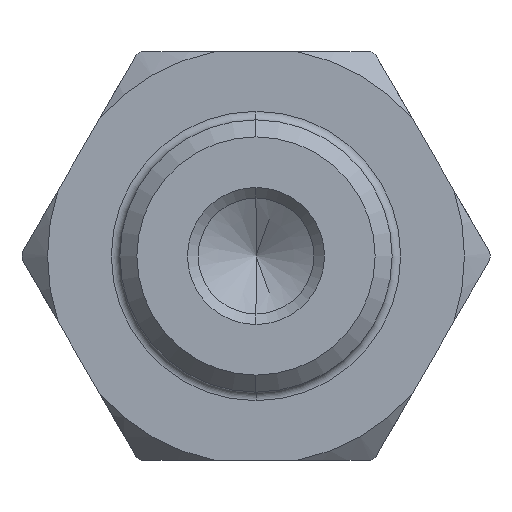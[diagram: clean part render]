
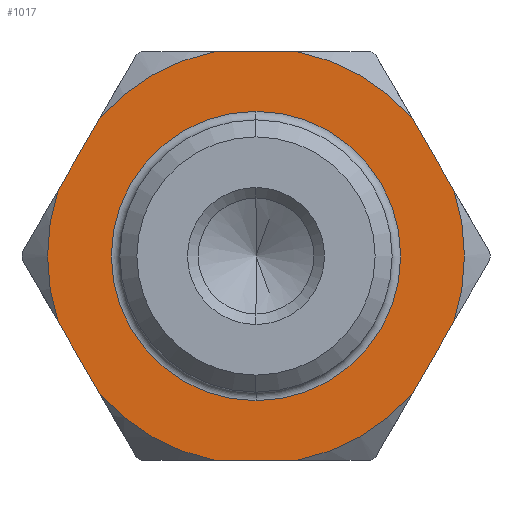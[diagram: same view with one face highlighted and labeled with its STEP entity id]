
A CAD part, left-side view. The second image highlights one B-rep face of the part: STEP entity #1017.
In plain terms, the highlighted planar face has unit normal (-1, 0, 0).
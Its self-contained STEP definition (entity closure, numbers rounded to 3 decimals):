
#5 = EDGE_CURVE ( 'NONE', #1331, #687, #482, .T. ) ;
#40 = AXIS2_PLACEMENT_3D ( 'NONE', #82, #73, #67 ) ;
#55 = VERTEX_POINT ( 'NONE', #1496 ) ;
#56 = DIRECTION ( 'NONE',  ( 0., -0.5, -0.866 ) ) ;
#61 = CARTESIAN_POINT ( 'NONE',  ( -112., 13.856, 0. ) ) ;
#67 = DIRECTION ( 'NONE',  ( 0., 0., -1. ) ) ;
#73 = DIRECTION ( 'NONE',  ( -1., 0., 0. ) ) ;
#82 = CARTESIAN_POINT ( 'NONE',  ( -112., 0., 0. ) ) ;
#107 = DIRECTION ( 'NONE',  ( 0., 0.5, -0.866 ) ) ;
#111 = CARTESIAN_POINT ( 'NONE',  ( -112., 6.928, 12. ) ) ;
#128 = VECTOR ( 'NONE', #1644, 1000. ) ;
#153 = VECTOR ( 'NONE', #107, 1000. ) ;
#172 = DIRECTION ( 'NONE',  ( 0., 0., -1. ) ) ;
#173 = CARTESIAN_POINT ( 'NONE',  ( -112., -11.623, -3.868 ) ) ;
#180 = EDGE_CURVE ( 'NONE', #186, #1005, #311, .T. ) ;
#184 = VERTEX_POINT ( 'NONE', #553 ) ;
#186 = VERTEX_POINT ( 'NONE', #725 ) ;
#196 = VERTEX_POINT ( 'NONE', #426 ) ;
#216 = AXIS2_PLACEMENT_3D ( 'NONE', #1217, #1452, #1338 ) ;
#221 = EDGE_CURVE ( 'NONE', #399, #184, #1297, .T. ) ;
#294 = EDGE_CURVE ( 'NONE', #1005, #186, #1575, .T. ) ;
#311 = CIRCLE ( 'NONE', #1201, 8.5 ) ;
#321 = ORIENTED_EDGE ( 'NONE', *, *, #764, .T. ) ;
#377 = ORIENTED_EDGE ( 'NONE', *, *, #978, .T. ) ;
#378 = DIRECTION ( 'NONE',  ( 0., 0.5, 0.866 ) ) ;
#389 = CARTESIAN_POINT ( 'NONE',  ( -112., -13.856, 0. ) ) ;
#399 = VERTEX_POINT ( 'NONE', #944 ) ;
#426 = CARTESIAN_POINT ( 'NONE',  ( -112., 11.623, 3.868 ) ) ;
#441 = EDGE_CURVE ( 'NONE', #687, #1401, #1437, .T. ) ;
#449 = VECTOR ( 'NONE', #1610, 1000. ) ;
#451 = VECTOR ( 'NONE', #378, 1000. ) ;
#461 = DIRECTION ( 'NONE',  ( 0., 0., -1. ) ) ;
#469 = DIRECTION ( 'NONE',  ( 1., 0., 0. ) ) ;
#471 = CARTESIAN_POINT ( 'NONE',  ( -112., 0., 0. ) ) ;
#482 = LINE ( 'NONE', #1608, #128 ) ;
#484 = LINE ( 'NONE', #61, #1444 ) ;
#490 = ORIENTED_EDGE ( 'NONE', *, *, #1502, .T. ) ;
#512 = DIRECTION ( 'NONE',  ( 0., 0., -1. ) ) ;
#526 = DIRECTION ( 'NONE',  ( -1., 0., 0. ) ) ;
#541 = CARTESIAN_POINT ( 'NONE',  ( -112., 0., 0. ) ) ;
#544 = CIRCLE ( 'NONE', #987, 12.25 ) ;
#553 = CARTESIAN_POINT ( 'NONE',  ( -112., -9.161, -8.132 ) ) ;
#558 = LINE ( 'NONE', #111, #153 ) ;
#563 = AXIS2_PLACEMENT_3D ( 'NONE', #1451, #1332, #1393 ) ;
#593 = VERTEX_POINT ( 'NONE', #809 ) ;
#596 = EDGE_LOOP ( 'NONE', ( #321, #655, #696, #739, #377, #707, #961, #1308, #1349, #1597, #1288, #490 ) ) ;
#634 = CIRCLE ( 'NONE', #671, 12.25 ) ;
#655 = ORIENTED_EDGE ( 'NONE', *, *, #1178, .T. ) ;
#666 = CIRCLE ( 'NONE', #1145, 12.25 ) ;
#671 = AXIS2_PLACEMENT_3D ( 'NONE', #1274, #1214, #1243 ) ;
#687 = VERTEX_POINT ( 'NONE', #1117 ) ;
#696 = ORIENTED_EDGE ( 'NONE', *, *, #5, .T. ) ;
#707 = ORIENTED_EDGE ( 'NONE', *, *, #1165, .T. ) ;
#709 = VERTEX_POINT ( 'NONE', #909 ) ;
#720 = EDGE_CURVE ( 'NONE', #731, #55, #544, .T. ) ;
#725 = CARTESIAN_POINT ( 'NONE',  ( -112., 0., 8.5 ) ) ;
#727 = DIRECTION ( 'NONE',  ( -1., 0., 0. ) ) ;
#731 = VERTEX_POINT ( 'NONE', #875 ) ;
#739 = ORIENTED_EDGE ( 'NONE', *, *, #441, .T. ) ;
#747 = LINE ( 'NONE', #1522, #1342 ) ;
#764 = EDGE_CURVE ( 'NONE', #593, #821, #1186, .T. ) ;
#766 = DIRECTION ( 'NONE',  ( 0., 0., -1. ) ) ;
#779 = DIRECTION ( 'NONE',  ( -1., 0., 0. ) ) ;
#783 = CARTESIAN_POINT ( 'NONE',  ( -112., 0., 0. ) ) ;
#809 = CARTESIAN_POINT ( 'NONE',  ( -112., -11.623, 3.868 ) ) ;
#815 = LINE ( 'NONE', #1510, #449 ) ;
#821 = VERTEX_POINT ( 'NONE', #865 ) ;
#851 = EDGE_CURVE ( 'NONE', #184, #1142, #747, .T. ) ;
#865 = CARTESIAN_POINT ( 'NONE',  ( -112., -9.161, 8.132 ) ) ;
#875 = CARTESIAN_POINT ( 'NONE',  ( -112., 9.161, -8.132 ) ) ;
#909 = CARTESIAN_POINT ( 'NONE',  ( -112., 11.623, -3.868 ) ) ;
#944 = CARTESIAN_POINT ( 'NONE',  ( -112., -2.462, -12. ) ) ;
#961 = ORIENTED_EDGE ( 'NONE', *, *, #1645, .T. ) ;
#978 = EDGE_CURVE ( 'NONE', #1401, #196, #558, .T. ) ;
#987 = AXIS2_PLACEMENT_3D ( 'NONE', #783, #779, #766 ) ;
#1005 = VERTEX_POINT ( 'NONE', #1208 ) ;
#1017 = ADVANCED_FACE ( 'NONE', ( #1125, #1477 ), #1162, .F. ) ;
#1088 = DIRECTION ( 'NONE',  ( 0., 0., -1. ) ) ;
#1097 = AXIS2_PLACEMENT_3D ( 'NONE', #1566, #727, #172 ) ;
#1117 = CARTESIAN_POINT ( 'NONE',  ( -112., 2.462, 12. ) ) ;
#1125 = FACE_BOUND ( 'NONE', #1343, .T. ) ;
#1128 = DIRECTION ( 'NONE',  ( 1., 0., 0. ) ) ;
#1142 = VERTEX_POINT ( 'NONE', #173 ) ;
#1145 = AXIS2_PLACEMENT_3D ( 'NONE', #541, #526, #512 ) ;
#1153 = CARTESIAN_POINT ( 'NONE',  ( -112., 9.161, 8.132 ) ) ;
#1162 = PLANE ( 'NONE',  #1351 ) ;
#1165 = EDGE_CURVE ( 'NONE', #196, #709, #1258, .T. ) ;
#1178 = EDGE_CURVE ( 'NONE', #821, #1331, #634, .T. ) ;
#1186 = LINE ( 'NONE', #389, #451 ) ;
#1201 = AXIS2_PLACEMENT_3D ( 'NONE', #471, #469, #461 ) ;
#1208 = CARTESIAN_POINT ( 'NONE',  ( -112., 0., -8.5 ) ) ;
#1214 = DIRECTION ( 'NONE',  ( -1., 0., 0. ) ) ;
#1217 = CARTESIAN_POINT ( 'NONE',  ( -112., 0., 0. ) ) ;
#1243 = DIRECTION ( 'NONE',  ( 0., 0., -1. ) ) ;
#1258 = CIRCLE ( 'NONE', #563, 12.25 ) ;
#1274 = CARTESIAN_POINT ( 'NONE',  ( -112., 0., 0. ) ) ;
#1288 = ORIENTED_EDGE ( 'NONE', *, *, #851, .T. ) ;
#1289 = EDGE_CURVE ( 'NONE', #55, #399, #815, .T. ) ;
#1297 = CIRCLE ( 'NONE', #40, 12.25 ) ;
#1308 = ORIENTED_EDGE ( 'NONE', *, *, #720, .T. ) ;
#1331 = VERTEX_POINT ( 'NONE', #1497 ) ;
#1332 = DIRECTION ( 'NONE',  ( -1., 0., 0. ) ) ;
#1335 = ORIENTED_EDGE ( 'NONE', *, *, #294, .T. ) ;
#1338 = DIRECTION ( 'NONE',  ( 0., 0., -1. ) ) ;
#1342 = VECTOR ( 'NONE', #1549, 1000. ) ;
#1343 = EDGE_LOOP ( 'NONE', ( #1335, #1382 ) ) ;
#1349 = ORIENTED_EDGE ( 'NONE', *, *, #1289, .T. ) ;
#1351 = AXIS2_PLACEMENT_3D ( 'NONE', #1400, #1128, #1088 ) ;
#1382 = ORIENTED_EDGE ( 'NONE', *, *, #180, .T. ) ;
#1393 = DIRECTION ( 'NONE',  ( 0., 0., -1. ) ) ;
#1400 = CARTESIAN_POINT ( 'NONE',  ( -112., 13.75, 0. ) ) ;
#1401 = VERTEX_POINT ( 'NONE', #1153 ) ;
#1437 = CIRCLE ( 'NONE', #1097, 12.25 ) ;
#1444 = VECTOR ( 'NONE', #56, 1000. ) ;
#1451 = CARTESIAN_POINT ( 'NONE',  ( -112., 0., 0. ) ) ;
#1452 = DIRECTION ( 'NONE',  ( 1., 0., 0. ) ) ;
#1477 = FACE_OUTER_BOUND ( 'NONE', #596, .T. ) ;
#1496 = CARTESIAN_POINT ( 'NONE',  ( -112., 2.462, -12. ) ) ;
#1497 = CARTESIAN_POINT ( 'NONE',  ( -112., -2.462, 12. ) ) ;
#1502 = EDGE_CURVE ( 'NONE', #1142, #593, #666, .T. ) ;
#1510 = CARTESIAN_POINT ( 'NONE',  ( -112., 6.928, -12. ) ) ;
#1522 = CARTESIAN_POINT ( 'NONE',  ( -112., -6.928, -12. ) ) ;
#1549 = DIRECTION ( 'NONE',  ( 0., -0.5, 0.866 ) ) ;
#1566 = CARTESIAN_POINT ( 'NONE',  ( -112., 0., 0. ) ) ;
#1575 = CIRCLE ( 'NONE', #216, 8.5 ) ;
#1597 = ORIENTED_EDGE ( 'NONE', *, *, #221, .T. ) ;
#1608 = CARTESIAN_POINT ( 'NONE',  ( -112., -6.928, 12. ) ) ;
#1610 = DIRECTION ( 'NONE',  ( 0., -1., 0. ) ) ;
#1644 = DIRECTION ( 'NONE',  ( 0., 1., 0. ) ) ;
#1645 = EDGE_CURVE ( 'NONE', #709, #731, #484, .T. ) ;
